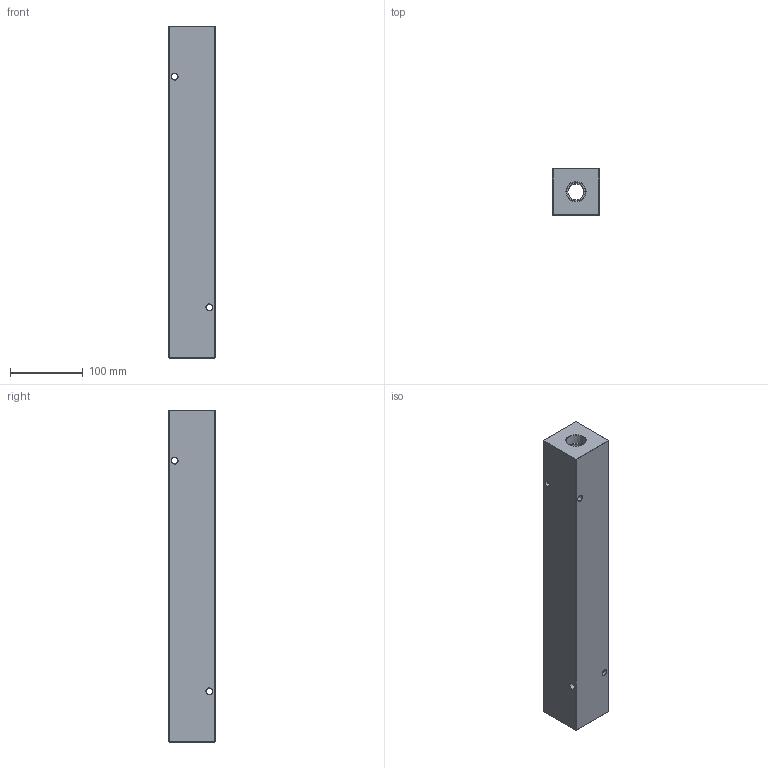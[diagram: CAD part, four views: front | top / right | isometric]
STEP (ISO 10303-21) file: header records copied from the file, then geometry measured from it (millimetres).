
FILE_DESCRIPTION (( 'STEP AP214' ), '1' );
FILE_NAME ('HM-7-0-P-12-6.STEP', '2020-02-28T20:16:11', ( '' ), ( '' ), 'SwSTEP 2.0', 'SolidWorks 2019', '' );
FILE_SCHEMA (( 'AUTOMOTIVE_DESIGN' ));
Length unit declared in the file: inch
Products named in the file (1): HM-7-0-P-12-6
Bounding box: 63.5 x 63.5 x 457.2 mm (x, y, z)
Volume: 1618990.2 mm3; surface area: 166192.7 mm2
Topology: 1 solids, 1 shells, 491 faces, 1279 edges, 832 vertices
Faces by surface type: plane 247, bspline 174, cone 38, cylinder 32
Entity records: 30028 total; most frequent: CARTESIAN_POINT 12971, ORIENTED_EDGE 2558, DIRECTION 1635, EDGE_CURVE 1279, VERTEX_POINT 832, VECTOR 803, LINE 803, EDGE_LOOP 561
